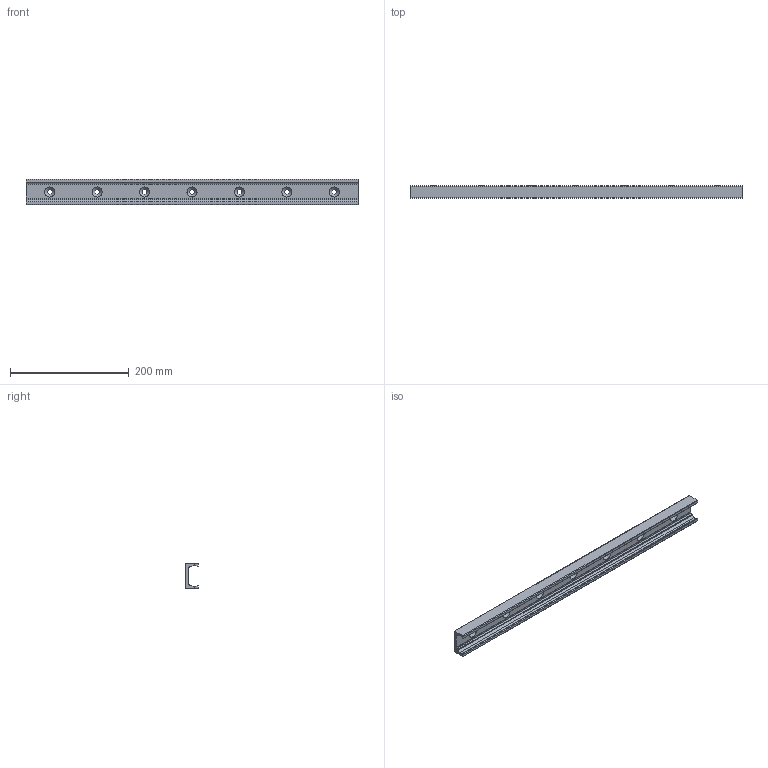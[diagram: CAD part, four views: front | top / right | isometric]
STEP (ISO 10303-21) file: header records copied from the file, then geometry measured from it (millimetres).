
FILE_DESCRIPTION((''),'2;1');
FILE_NAME('LCX 43-0560.V.stp','2016-04-28T14:34:15',('MRathmann'),(''),'Autodesk Inventor 2012','Autodesk Inventor 2012','');
FILE_SCHEMA(('CONFIG_CONTROL_DESIGN'));
Length unit declared in the file: millimetre
Products named in the file (1): LCX 43-0560.V
Bounding box: 560 x 21 x 43 mm (x, y, z)
Volume: 191395.9 mm3; surface area: 89670.8 mm2
Topology: 1 solids, 1 shells, 42 faces, 113 edges, 73 vertices
Faces by surface type: cylinder 20, plane 15, cone 7
Full cylindrical faces by diameter (mm): 8.5 x7
Entity records: 1312 total; most frequent: DIRECTION 232, CARTESIAN_POINT 215, ORIENTED_EDGE 198, EDGE_CURVE 99, AXIS2_PLACEMENT_3D 90, VERTEX_POINT 73, EDGE_LOOP 70, VECTOR 52
